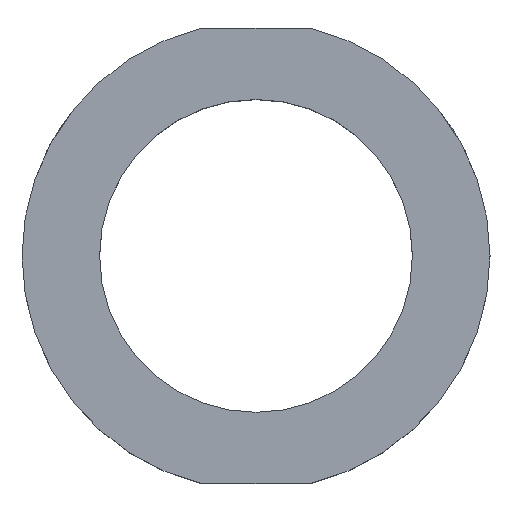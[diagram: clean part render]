
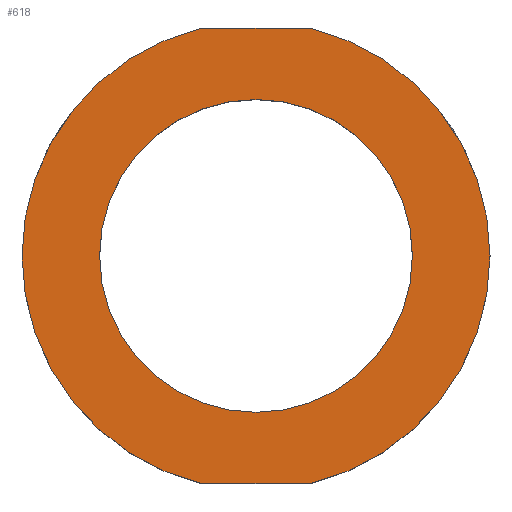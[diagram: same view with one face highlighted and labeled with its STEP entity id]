
A CAD part, top view. The second image highlights one B-rep face of the part: STEP entity #618.
In plain terms, the highlighted planar face has unit normal (0, 0, 1).
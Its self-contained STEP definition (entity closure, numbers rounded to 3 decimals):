
#17 = EDGE_CURVE ( 'NONE', #719, #138, #348, .T. ) ;
#24 = CARTESIAN_POINT ( 'NONE',  ( -6.705, 27.7, 7.5 ) ) ;
#53 = CARTESIAN_POINT ( 'NONE',  ( 0., 0., 7.5 ) ) ;
#66 = EDGE_CURVE ( 'NONE', #957, #165, #1047, .T. ) ;
#67 = CARTESIAN_POINT ( 'NONE',  ( 19.05, 0., 7.5 ) ) ;
#115 = ORIENTED_EDGE ( 'NONE', *, *, #17, .T. ) ;
#130 = CARTESIAN_POINT ( 'NONE',  ( 28.5, 0., 7.5 ) ) ;
#138 = VERTEX_POINT ( 'NONE', #67 ) ;
#140 = ORIENTED_EDGE ( 'NONE', *, *, #318, .T. ) ;
#165 = VERTEX_POINT ( 'NONE', #178 ) ;
#178 = CARTESIAN_POINT ( 'NONE',  ( 6.705, -27.7, 7.5 ) ) ;
#181 = FACE_OUTER_BOUND ( 'NONE', #336, .T. ) ;
#186 = FACE_BOUND ( 'NONE', #656, .T. ) ;
#197 = DIRECTION ( 'NONE',  ( 1., 0., 0. ) ) ;
#210 = DIRECTION ( 'NONE',  ( -1., 0., 0. ) ) ;
#214 = DIRECTION ( 'NONE',  ( 0., 0., -1. ) ) ;
#227 = DIRECTION ( 'NONE',  ( 0., 0., -1. ) ) ;
#268 = LINE ( 'NONE', #802, #877 ) ;
#299 = AXIS2_PLACEMENT_3D ( 'NONE', #651, #913, #633 ) ;
#306 = DIRECTION ( 'NONE',  ( -1., 0., 0. ) ) ;
#311 = DIRECTION ( 'NONE',  ( -1., 0., 0. ) ) ;
#315 = VERTEX_POINT ( 'NONE', #24 ) ;
#318 = EDGE_CURVE ( 'NONE', #957, #315, #471, .T. ) ;
#325 = ORIENTED_EDGE ( 'NONE', *, *, #565, .T. ) ;
#326 = VERTEX_POINT ( 'NONE', #919 ) ;
#336 = EDGE_LOOP ( 'NONE', ( #956, #325, #1074, #140, #528 ) ) ;
#348 = CIRCLE ( 'NONE', #299, 19.05 ) ;
#358 = AXIS2_PLACEMENT_3D ( 'NONE', #659, #487, #568 ) ;
#425 = CARTESIAN_POINT ( 'NONE',  ( -28.5, 0., 7.5 ) ) ;
#451 = EDGE_CURVE ( 'NONE', #326, #817, #819, .T. ) ;
#471 = LINE ( 'NONE', #995, #520 ) ;
#480 = DIRECTION ( 'NONE',  ( -1., 0., 0. ) ) ;
#482 = CARTESIAN_POINT ( 'NONE',  ( 0., 0., 7.5 ) ) ;
#487 = DIRECTION ( 'NONE',  ( 0., 0., -1. ) ) ;
#514 = AXIS2_PLACEMENT_3D ( 'NONE', #130, #214, #306 ) ;
#520 = VECTOR ( 'NONE', #210, 1000. ) ;
#528 = ORIENTED_EDGE ( 'NONE', *, *, #604, .F. ) ;
#565 = EDGE_CURVE ( 'NONE', #326, #165, #268, .T. ) ;
#568 = DIRECTION ( 'NONE',  ( -1., 0., 0. ) ) ;
#604 = EDGE_CURVE ( 'NONE', #817, #315, #780, .T. ) ;
#618 = ADVANCED_FACE ( 'NONE', ( #181, #186 ), #649, .F. ) ;
#622 = EDGE_CURVE ( 'NONE', #138, #719, #671, .T. ) ;
#633 = DIRECTION ( 'NONE',  ( -1., 0., 0. ) ) ;
#649 = PLANE ( 'NONE',  #514 ) ;
#651 = CARTESIAN_POINT ( 'NONE',  ( 0., 0., 7.5 ) ) ;
#656 = EDGE_LOOP ( 'NONE', ( #115, #902 ) ) ;
#659 = CARTESIAN_POINT ( 'NONE',  ( 0., 0., 7.5 ) ) ;
#671 = CIRCLE ( 'NONE', #715, 19.05 ) ;
#675 = CARTESIAN_POINT ( 'NONE',  ( -19.05, 0., 7.5 ) ) ;
#715 = AXIS2_PLACEMENT_3D ( 'NONE', #761, #769, #935 ) ;
#719 = VERTEX_POINT ( 'NONE', #675 ) ;
#757 = DIRECTION ( 'NONE',  ( 0., 0., -1. ) ) ;
#760 = CARTESIAN_POINT ( 'NONE',  ( 6.705, 27.7, 7.5 ) ) ;
#761 = CARTESIAN_POINT ( 'NONE',  ( 0., 0., 7.5 ) ) ;
#769 = DIRECTION ( 'NONE',  ( 0., 0., -1. ) ) ;
#780 = CIRCLE ( 'NONE', #974, 28.5 ) ;
#802 = CARTESIAN_POINT ( 'NONE',  ( 28.5, -27.7, 7.5 ) ) ;
#817 = VERTEX_POINT ( 'NONE', #425 ) ;
#819 = CIRCLE ( 'NONE', #358, 28.5 ) ;
#877 = VECTOR ( 'NONE', #197, 1000. ) ;
#902 = ORIENTED_EDGE ( 'NONE', *, *, #622, .T. ) ;
#913 = DIRECTION ( 'NONE',  ( 0., 0., -1. ) ) ;
#919 = CARTESIAN_POINT ( 'NONE',  ( -6.705, -27.7, 7.5 ) ) ;
#935 = DIRECTION ( 'NONE',  ( -1., 0., 0. ) ) ;
#956 = ORIENTED_EDGE ( 'NONE', *, *, #451, .F. ) ;
#957 = VERTEX_POINT ( 'NONE', #760 ) ;
#974 = AXIS2_PLACEMENT_3D ( 'NONE', #53, #227, #480 ) ;
#995 = CARTESIAN_POINT ( 'NONE',  ( 28.5, 27.7, 7.5 ) ) ;
#1047 = CIRCLE ( 'NONE', #1118, 28.5 ) ;
#1074 = ORIENTED_EDGE ( 'NONE', *, *, #66, .F. ) ;
#1118 = AXIS2_PLACEMENT_3D ( 'NONE', #482, #757, #311 ) ;
